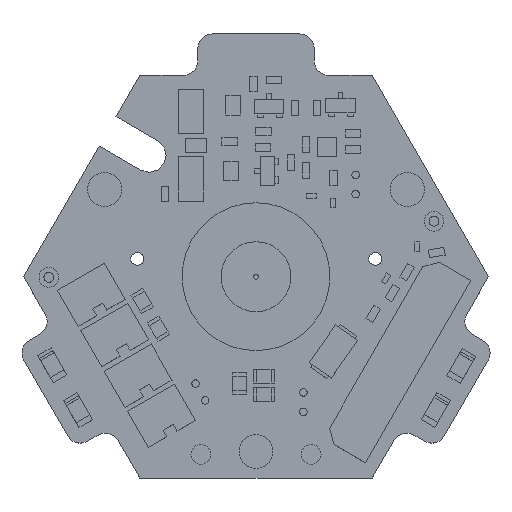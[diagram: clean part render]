
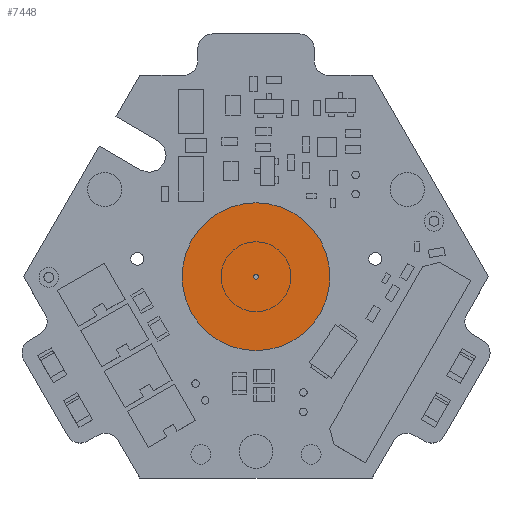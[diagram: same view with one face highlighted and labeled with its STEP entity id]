
A CAD part, top view. The second image highlights one B-rep face of the part: STEP entity #7448.
In plain terms, the highlighted planar face has unit normal (0, 0, 1).
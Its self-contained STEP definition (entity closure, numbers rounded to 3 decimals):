
#7420 = VERTEX_POINT('',#7421);
#7421 = CARTESIAN_POINT('',(7.62,0.,0.));
#7427 = EDGE_CURVE('',#7420,#7420,#7428,.T.);
#7428 = CIRCLE('',#7429,7.62);
#7429 = AXIS2_PLACEMENT_3D('',#7430,#7431,#7432);
#7430 = CARTESIAN_POINT('',(0.,0.,0.));
#7431 = DIRECTION('',(0.,0.,1.));
#7432 = DIRECTION('',(1.,0.,0.));
#7448 = ADVANCED_FACE('',(#7449),#7452,.F.);
#7449 = FACE_BOUND('',#7450,.T.);
#7450 = EDGE_LOOP('',(#7451));
#7451 = ORIENTED_EDGE('',*,*,#7427,.T.);
#7452 = PLANE('',#7453);
#7453 = AXIS2_PLACEMENT_3D('',#7454,#7455,#7456);
#7454 = CARTESIAN_POINT('',(7.62,0.,0.));
#7455 = DIRECTION('',(0.,0.,-1.));
#7456 = DIRECTION('',(-1.,0.,0.));
